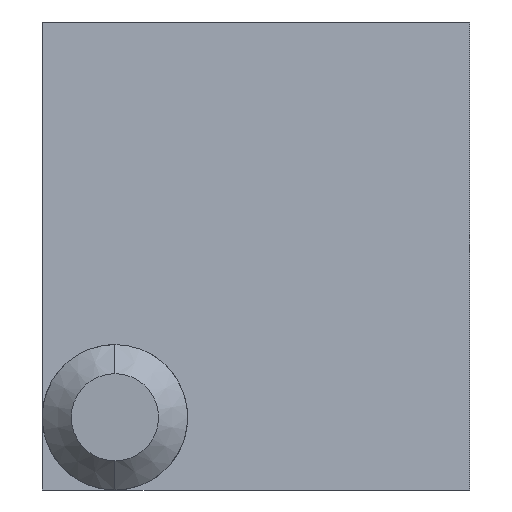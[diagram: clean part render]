
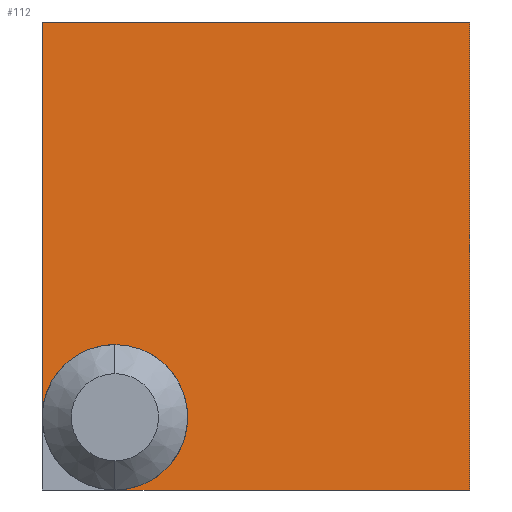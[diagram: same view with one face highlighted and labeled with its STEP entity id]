
A CAD part, left-side view. The second image highlights one B-rep face of the part: STEP entity #112.
In plain terms, the highlighted planar face has unit normal (-0.734, -0.679, 0).
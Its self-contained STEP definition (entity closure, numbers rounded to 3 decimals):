
#7 = CARTESIAN_POINT ( 'NONE',  ( -20., 14.7, 3.964 ) ) ;
#26 = CARTESIAN_POINT ( 'NONE',  ( -20., 14.7, 2.5 ) ) ;
#49 = EDGE_LOOP ( 'NONE', ( #783, #171, #621, #766, #488, #359 ) ) ;
#54 = DIRECTION ( 'NONE',  ( 0., 0., -1. ) ) ;
#87 = PLANE ( 'NONE',  #618 ) ;
#101 = CARTESIAN_POINT ( 'NONE',  ( -6.4, 0., 16.09 ) ) ;
#109 = VERTEX_POINT ( 'NONE', #678 ) ;
#112 = ADVANCED_FACE ( 'NONE', ( #367 ), #87, .F. ) ;
#129 = CARTESIAN_POINT ( 'NONE',  ( -6.4, 0., 16.09 ) ) ;
#133 = DIRECTION ( 'NONE',  ( 0.679, -0.734, 0. ) ) ;
#145 = VECTOR ( 'NONE', #54, 1000. ) ;
#171 = ORIENTED_EDGE ( 'NONE', *, *, #749, .T. ) ;
#173 =( BOUNDED_CURVE ( )  B_SPLINE_CURVE ( 3, ( #26, #7, #656, #281 ),
 .UNSPECIFIED., .F., .F. ) 
 B_SPLINE_CURVE_WITH_KNOTS ( ( 4, 4 ),
 ( 0., 1.571 ),
 .UNSPECIFIED. ) 
 CURVE ( )  GEOMETRIC_REPRESENTATION_ITEM ( )  RATIONAL_B_SPLINE_CURVE ( ( 1., 0.805, 0.805, 1. ) ) 
 REPRESENTATION_ITEM ( '' )  );
#273 = VECTOR ( 'NONE', #133, 1000. ) ;
#281 = CARTESIAN_POINT ( 'NONE',  ( -17.687, 12.2, 5. ) ) ;
#287 = VERTEX_POINT ( 'NONE', #335 ) ;
#312 = LINE ( 'NONE', #680, #145 ) ;
#315 = VERTEX_POINT ( 'NONE', #739 ) ;
#329 =( BOUNDED_CURVE ( )  B_SPLINE_CURVE ( 3, ( #790, #655, #526, #718 ),
 .UNSPECIFIED., .F., .F. ) 
 B_SPLINE_CURVE_WITH_KNOTS ( ( 4, 4 ),
 ( 1.571, 4.712 ),
 .UNSPECIFIED. ) 
 CURVE ( )  GEOMETRIC_REPRESENTATION_ITEM ( )  RATIONAL_B_SPLINE_CURVE ( ( 1., 0.333, 0.333, 1. ) ) 
 REPRESENTATION_ITEM ( '' )  );
#335 = CARTESIAN_POINT ( 'NONE',  ( -17.687, 12.2, 5. ) ) ;
#355 = CARTESIAN_POINT ( 'NONE',  ( -6.4, 0., 0. ) ) ;
#356 = EDGE_CURVE ( 'NONE', #109, #315, #312, .T. ) ;
#359 = ORIENTED_EDGE ( 'NONE', *, *, #677, .F. ) ;
#367 = FACE_OUTER_BOUND ( 'NONE', #49, .T. ) ;
#371 = DIRECTION ( 'NONE',  ( 0.734, 0.679, 0. ) ) ;
#406 = LINE ( 'NONE', #825, #423 ) ;
#423 = VECTOR ( 'NONE', #453, 1000. ) ;
#448 = EDGE_CURVE ( 'NONE', #287, #751, #329, .T. ) ;
#453 = DIRECTION ( 'NONE',  ( 0., 0., -1. ) ) ;
#488 = ORIENTED_EDGE ( 'NONE', *, *, #638, .F. ) ;
#511 = CARTESIAN_POINT ( 'NONE',  ( -6.4, 0., 16.09 ) ) ;
#526 = CARTESIAN_POINT ( 'NONE',  ( -13.061, 7.2, 0. ) ) ;
#564 = VERTEX_POINT ( 'NONE', #511 ) ;
#590 = DIRECTION ( 'NONE',  ( -0.679, 0.734, 0. ) ) ;
#618 = AXIS2_PLACEMENT_3D ( 'NONE', #101, #371, #590 ) ;
#621 = ORIENTED_EDGE ( 'NONE', *, *, #448, .T. ) ;
#629 = EDGE_CURVE ( 'NONE', #751, #705, #704, .T. ) ;
#638 = EDGE_CURVE ( 'NONE', #564, #705, #406, .T. ) ;
#643 = DIRECTION ( 'NONE',  ( 0.679, -0.734, 0. ) ) ;
#655 = CARTESIAN_POINT ( 'NONE',  ( -13.061, 7.2, 5. ) ) ;
#656 = CARTESIAN_POINT ( 'NONE',  ( -19.042, 13.664, 5. ) ) ;
#677 = EDGE_CURVE ( 'NONE', #109, #564, #822, .T. ) ;
#678 = CARTESIAN_POINT ( 'NONE',  ( -20., 14.7, 16.09 ) ) ;
#680 = CARTESIAN_POINT ( 'NONE',  ( -20., 14.7, 16.09 ) ) ;
#699 = CARTESIAN_POINT ( 'NONE',  ( -6.4, 0., 0. ) ) ;
#704 = LINE ( 'NONE', #699, #273 ) ;
#705 = VERTEX_POINT ( 'NONE', #355 ) ;
#713 = CARTESIAN_POINT ( 'NONE',  ( -17.687, 12.2, 0. ) ) ;
#718 = CARTESIAN_POINT ( 'NONE',  ( -17.687, 12.2, 0. ) ) ;
#739 = CARTESIAN_POINT ( 'NONE',  ( -20., 14.7, 2.5 ) ) ;
#748 = VECTOR ( 'NONE', #643, 1000. ) ;
#749 = EDGE_CURVE ( 'NONE', #315, #287, #173, .T. ) ;
#751 = VERTEX_POINT ( 'NONE', #713 ) ;
#766 = ORIENTED_EDGE ( 'NONE', *, *, #629, .T. ) ;
#783 = ORIENTED_EDGE ( 'NONE', *, *, #356, .T. ) ;
#790 = CARTESIAN_POINT ( 'NONE',  ( -17.687, 12.2, 5. ) ) ;
#822 = LINE ( 'NONE', #129, #748 ) ;
#825 = CARTESIAN_POINT ( 'NONE',  ( -6.4, 0., 16.09 ) ) ;
